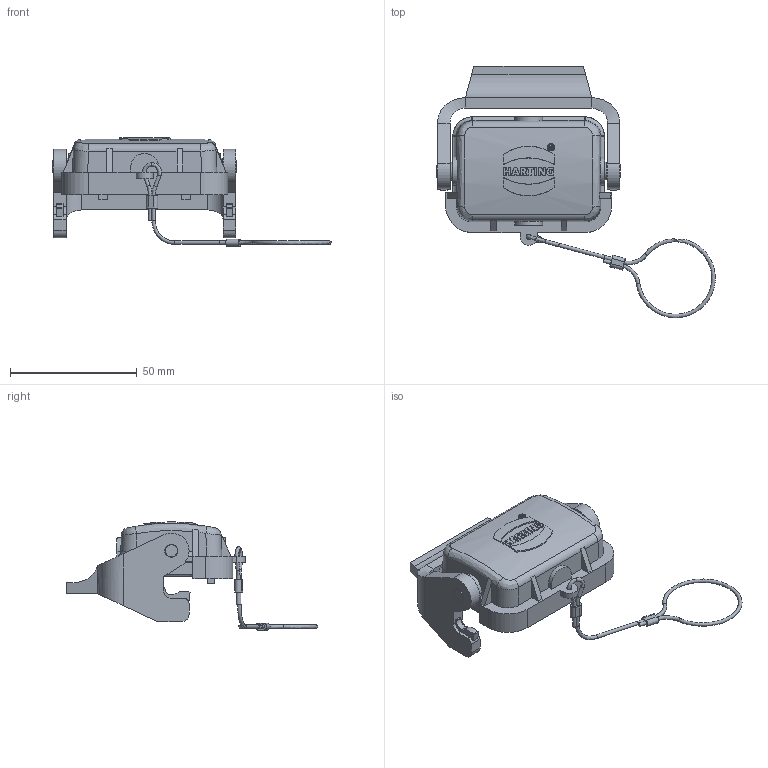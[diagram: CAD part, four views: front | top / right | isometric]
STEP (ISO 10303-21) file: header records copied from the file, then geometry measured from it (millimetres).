
FILE_DESCRIPTION(/* description */ (''),/* implementation_level */ '2;1');
FILE_NAME(/* name */ '100095501ugm000_c.stp',/* time_stamp */ '2019-09-06T10:31:56+02:00',/* author */ (''),/* organization */ (''),/* preprocessor_version */ 'ST-DEVELOPER v16.7',/* originating_system */ 'SIEMENS PLM Software NX 12.0',/* authorisation */ '');
FILE_SCHEMA (('AUTOMOTIVE_DESIGN { 1 0 10303 214 3 1 1 1 }'));
Length unit declared in the file: millimetre
Products named in the file (1): 100095501ugm000_c
Bounding box: 110.05 x 99.34 x 42.76 mm (x, y, z)
Volume: 31032.4 mm3; surface area: 22103.4 mm2
Topology: 2 solids, 2 shells, 377 faces, 969 edges, 620 vertices
Faces by surface type: plane 227, cylinder 71, bspline 59, cone 16, extrusion 4
Full cylindrical faces by diameter (mm): 2 x1, 4.8 x2, 5.1 x2, 7 x2
Entity records: 15542 total; most frequent: CARTESIAN_POINT 4264, ORIENTED_EDGE 1860, DIRECTION 1639, EDGE_CURVE 930, VERTEX_POINT 608, AXIS2_PLACEMENT_3D 547, VECTOR 545, LINE 541
